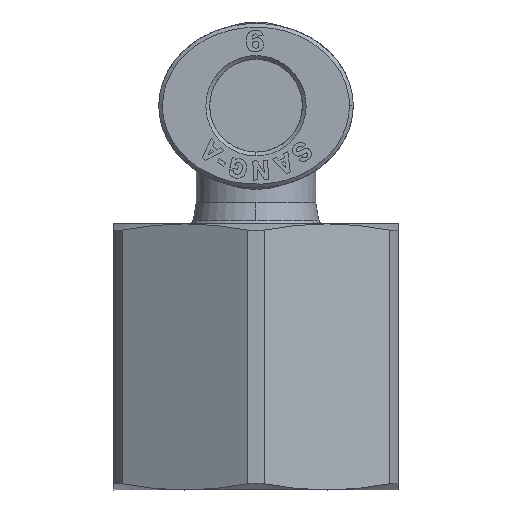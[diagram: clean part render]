
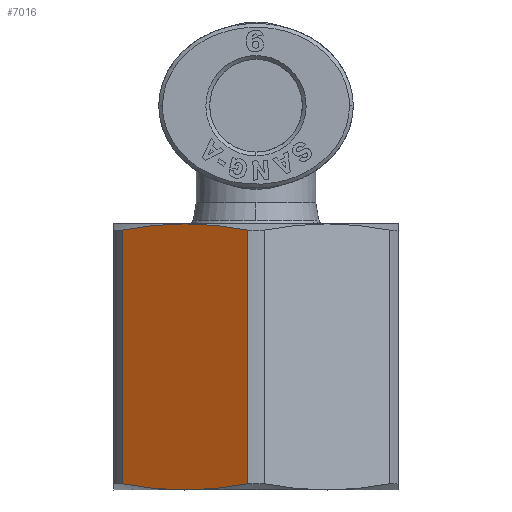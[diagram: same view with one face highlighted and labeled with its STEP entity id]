
A CAD part, left-side view. The second image highlights one B-rep face of the part: STEP entity #7016.
In plain terms, the highlighted planar face has unit normal (-0.866, 0.5, 0).
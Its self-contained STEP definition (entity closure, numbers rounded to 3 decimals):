
#95 = CARTESIAN_POINT ( 'NONE',  ( -9.352, 0.581, -8.535 ) ) ;
#304 = B_SPLINE_CURVE_WITH_KNOTS ( 'NONE', 3,
 ( #23899, #3732, #20927, #24079 ),
 .UNSPECIFIED., .F., .F.,
 ( 4, 4 ),
 ( 0., 0.005 ),
 .UNSPECIFIED. ) ;
#857 = CARTESIAN_POINT ( 'NONE',  ( -4.538, 8.919, -8.535 ) ) ;
#1619 = ORIENTED_EDGE ( 'NONE', *, *, #8216, .F. ) ;
#2031 = VERTEX_POINT ( 'NONE', #95 ) ;
#2144 = AXIS2_PLACEMENT_3D ( 'NONE', #14729, #20503, #20762 ) ;
#2698 = CARTESIAN_POINT ( 'NONE',  ( -5.335, 7.538, -8.273 ) ) ;
#3655 = DIRECTION ( 'NONE',  ( 0., 0., 1. ) ) ;
#3732 = CARTESIAN_POINT ( 'NONE',  ( -8.555, 1.962, -25.76 ) ) ;
#3904 = CARTESIAN_POINT ( 'NONE',  ( -9.352, 0.581, -25.916 ) ) ;
#4877 = VERTEX_POINT ( 'NONE', #14227 ) ;
#4927 = CARTESIAN_POINT ( 'NONE',  ( -4.538, 8.919, -8.535 ) ) ;
#4972 = CARTESIAN_POINT ( 'NONE',  ( -6.945, 4.75, -8.116 ) ) ;
#5030 = VERTEX_POINT ( 'NONE', #4972 ) ;
#6338 = ORIENTED_EDGE ( 'NONE', *, *, #21863, .T. ) ;
#6720 = B_SPLINE_CURVE_WITH_KNOTS ( 'NONE', 3,
 ( #13258, #25382, #13519, #25215 ),
 .UNSPECIFIED., .F., .F.,
 ( 4, 4 ),
 ( 0., 0.005 ),
 .UNSPECIFIED. ) ;
#7016 = ADVANCED_FACE ( 'NONE', ( #18268 ), #10672, .T. ) ;
#7356 = CARTESIAN_POINT ( 'NONE',  ( -4.538, 8.919, -25.498 ) ) ;
#7439 = EDGE_CURVE ( 'NONE', #4877, #11119, #15812, .T. ) ;
#8216 = EDGE_CURVE ( 'NONE', #20176, #4877, #304, .T. ) ;
#8239 = CARTESIAN_POINT ( 'NONE',  ( -4.538, 8.919, -25.498 ) ) ;
#8412 = EDGE_CURVE ( 'NONE', #20176, #2031, #21574, .T. ) ;
#9555 = CARTESIAN_POINT ( 'NONE',  ( -9.352, 0.581, -25.498 ) ) ;
#9920 = VERTEX_POINT ( 'NONE', #857 ) ;
#10182 = ORIENTED_EDGE ( 'NONE', *, *, #23220, .T. ) ;
#10221 = CARTESIAN_POINT ( 'NONE',  ( -5.335, 7.538, -25.76 ) ) ;
#10623 = CARTESIAN_POINT ( 'NONE',  ( -6.945, 4.75, -8.116 ) ) ;
#10672 = PLANE ( 'NONE',  #2144 ) ;
#11119 = VERTEX_POINT ( 'NONE', #7356 ) ;
#12309 = ORIENTED_EDGE ( 'NONE', *, *, #8412, .T. ) ;
#12910 = ORIENTED_EDGE ( 'NONE', *, *, #7439, .F. ) ;
#13258 = CARTESIAN_POINT ( 'NONE',  ( -9.352, 0.581, -8.535 ) ) ;
#13519 = CARTESIAN_POINT ( 'NONE',  ( -7.753, 3.35, -8.116 ) ) ;
#13568 = VECTOR ( 'NONE', #16491, 1000. ) ;
#13658 = EDGE_CURVE ( 'NONE', #5030, #9920, #20034, .T. ) ;
#14227 = CARTESIAN_POINT ( 'NONE',  ( -6.945, 4.75, -25.916 ) ) ;
#14729 = CARTESIAN_POINT ( 'NONE',  ( -9.687, 0., -25.916 ) ) ;
#15687 = LINE ( 'NONE', #24264, #13568 ) ;
#15812 = B_SPLINE_CURVE_WITH_KNOTS ( 'NONE', 3,
 ( #15916, #23668, #10221, #8239 ),
 .UNSPECIFIED., .F., .F.,
 ( 4, 4 ),
 ( 0., 0.005 ),
 .UNSPECIFIED. ) ;
#15916 = CARTESIAN_POINT ( 'NONE',  ( -6.945, 4.75, -25.916 ) ) ;
#16491 = DIRECTION ( 'NONE',  ( 0., 0., -1. ) ) ;
#17220 = ORIENTED_EDGE ( 'NONE', *, *, #13658, .T. ) ;
#18268 = FACE_OUTER_BOUND ( 'NONE', #20886, .T. ) ;
#20034 = B_SPLINE_CURVE_WITH_KNOTS ( 'NONE', 3,
 ( #10623, #24495, #2698, #4927 ),
 .UNSPECIFIED., .F., .F.,
 ( 4, 4 ),
 ( 0., 0.005 ),
 .UNSPECIFIED. ) ;
#20176 = VERTEX_POINT ( 'NONE', #9555 ) ;
#20503 = DIRECTION ( 'NONE',  ( -0.866, 0.5, 0. ) ) ;
#20762 = DIRECTION ( 'NONE',  ( -0.5, -0.866, 0. ) ) ;
#20886 = EDGE_LOOP ( 'NONE', ( #17220, #10182, #12910, #1619, #12309, #6338 ) ) ;
#20927 = CARTESIAN_POINT ( 'NONE',  ( -7.753, 3.35, -25.916 ) ) ;
#21292 = VECTOR ( 'NONE', #3655, 1000. ) ;
#21574 = LINE ( 'NONE', #3904, #21292 ) ;
#21863 = EDGE_CURVE ( 'NONE', #2031, #5030, #6720, .T. ) ;
#23220 = EDGE_CURVE ( 'NONE', #9920, #11119, #15687, .T. ) ;
#23668 = CARTESIAN_POINT ( 'NONE',  ( -6.137, 6.15, -25.916 ) ) ;
#23899 = CARTESIAN_POINT ( 'NONE',  ( -9.352, 0.581, -25.498 ) ) ;
#24079 = CARTESIAN_POINT ( 'NONE',  ( -6.945, 4.75, -25.916 ) ) ;
#24264 = CARTESIAN_POINT ( 'NONE',  ( -4.538, 8.919, -25.916 ) ) ;
#24495 = CARTESIAN_POINT ( 'NONE',  ( -6.137, 6.15, -8.116 ) ) ;
#25215 = CARTESIAN_POINT ( 'NONE',  ( -6.945, 4.75, -8.116 ) ) ;
#25382 = CARTESIAN_POINT ( 'NONE',  ( -8.555, 1.962, -8.273 ) ) ;
